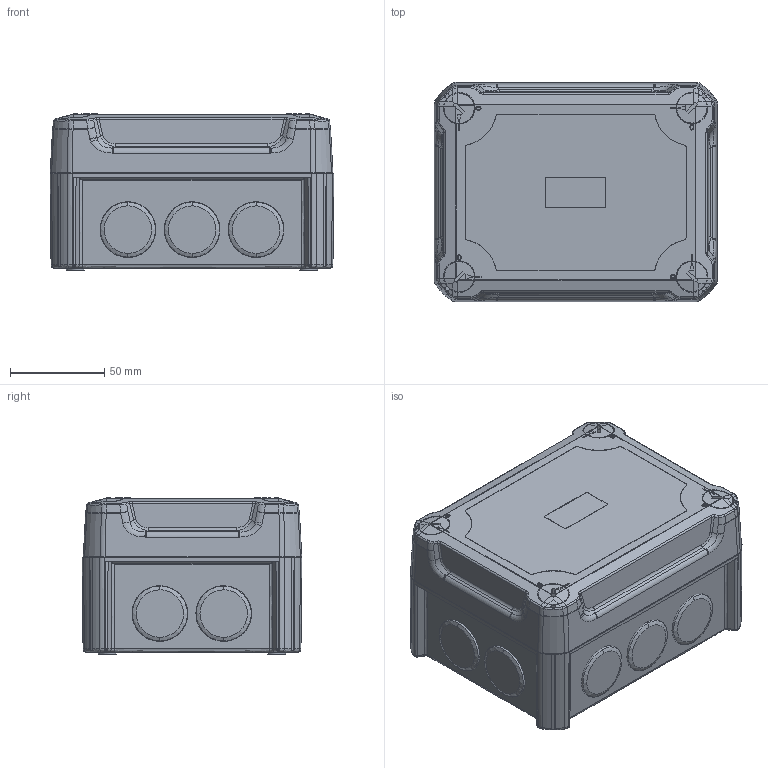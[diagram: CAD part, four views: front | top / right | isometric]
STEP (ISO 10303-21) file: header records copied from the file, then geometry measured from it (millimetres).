
FILE_DESCRIPTION(/* description */ (''),/* implementation_level */ '2;1');
FILE_NAME(/* name */ '2007712',/* time_stamp */ '2015-03-11T14:41:04+01:00',/* author */ (''),/* organization */ (''),/* preprocessor_version */ 'ST-DEVELOPER v15',/* originating_system */ '',/* authorisation */ '');
FILE_SCHEMA (('CONFIG_CONTROL_DESIGN'));
Products named in the file (2): Document; Block 01
Assembly tree (1 placements, depth 2):
  Document
    Block 01
Bounding box: 150.6 x 116.6 x 82.97 mm (x, y, z)
Volume: 51452.2 mm3; surface area: 203146.3 mm2
Topology: 17 solids, 19 shells, 2063 faces, 5349 edges, 3313 vertices
Faces by surface type: bspline 1640, plane 423
Entity records: 137161 total; most frequent: CARTESIAN_POINT 105639, ORIENTED_EDGE 10632, EDGE_CURVE 5332, B_SPLINE_CURVE_WITH_KNOTS 3818, VERTEX_POINT 3313, EDGE_LOOP 2128, ADVANCED_FACE 2062, FACE_OUTER_BOUND 2062
